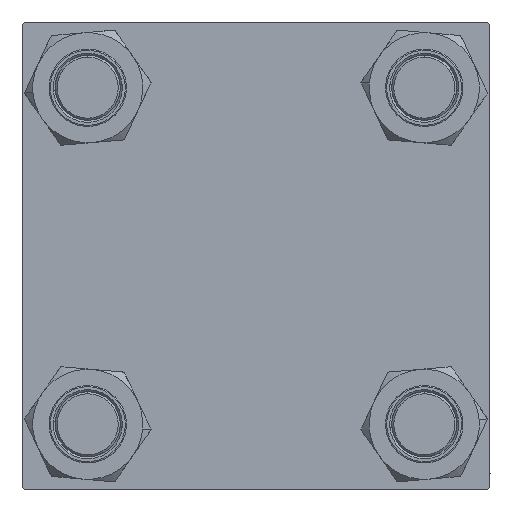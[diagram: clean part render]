
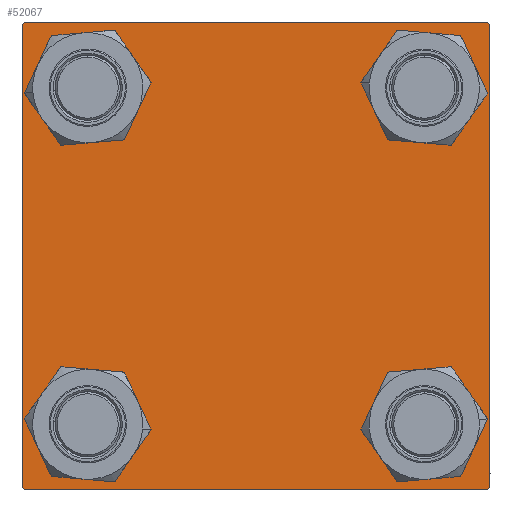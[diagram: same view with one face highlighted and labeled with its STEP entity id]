
A CAD part, left-side view. The second image highlights one B-rep face of the part: STEP entity #52067.
In plain terms, the highlighted planar face has unit normal (-1, 0, 0).
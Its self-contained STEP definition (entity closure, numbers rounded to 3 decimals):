
#826 = LINE ( 'NONE', #14112, #5916 ) ;
#1219 = LINE ( 'NONE', #36466, #25103 ) ;
#1368 = DIRECTION ( 'NONE',  ( 0., 0., 1. ) ) ;
#1381 = DIRECTION ( 'NONE',  ( 0., 0., 1. ) ) ;
#1820 = VECTOR ( 'NONE', #37767, 1000. ) ;
#1866 = DIRECTION ( 'NONE',  ( 0., 0.707, 0.707 ) ) ;
#2535 = VERTEX_POINT ( 'NONE', #54711 ) ;
#3208 = DIRECTION ( 'NONE',  ( 1., 0., 0. ) ) ;
#4808 = EDGE_CURVE ( 'NONE', #42627, #36648, #9945, .T. ) ;
#5035 = DIRECTION ( 'NONE',  ( 0., -0.707, 0.707 ) ) ;
#5753 = DIRECTION ( 'NONE',  ( 0., 0., 1. ) ) ;
#5916 = VECTOR ( 'NONE', #17600, 1000. ) ;
#6496 = VECTOR ( 'NONE', #20103, 1000. ) ;
#6647 = EDGE_CURVE ( 'NONE', #50634, #42244, #54298, .T. ) ;
#6828 = AXIS2_PLACEMENT_3D ( 'NONE', #25800, #29273, #47486 ) ;
#6901 = CARTESIAN_POINT ( 'NONE',  ( 0., -41.35, 32.85 ) ) ;
#7330 = PLANE ( 'NONE',  #6828 ) ;
#8115 = CARTESIAN_POINT ( 'NONE',  ( 0., 57.5, 57. ) ) ;
#9261 = VERTEX_POINT ( 'NONE', #6901 ) ;
#9348 = EDGE_LOOP ( 'NONE', ( #20006, #42356 ) ) ;
#9872 = EDGE_CURVE ( 'NONE', #9261, #24117, #23964, .T. ) ;
#9945 = CIRCLE ( 'NONE', #47807, 8.5 ) ;
#10249 = CARTESIAN_POINT ( 'NONE',  ( 0., -57.25, 57.25 ) ) ;
#11045 = EDGE_CURVE ( 'NONE', #42445, #22166, #37210, .T. ) ;
#11660 = FACE_BOUND ( 'NONE', #9348, .T. ) ;
#12229 = FACE_BOUND ( 'NONE', #43127, .T. ) ;
#12285 = CARTESIAN_POINT ( 'NONE',  ( 0., 57.25, -57.25 ) ) ;
#13228 = CIRCLE ( 'NONE', #50107, 8.5 ) ;
#13358 = DIRECTION ( 'NONE',  ( 0., -1., 0. ) ) ;
#14112 = CARTESIAN_POINT ( 'NONE',  ( 0., 57.5, 57.5 ) ) ;
#14182 = EDGE_LOOP ( 'NONE', ( #20950, #40413 ) ) ;
#15377 = VERTEX_POINT ( 'NONE', #45429 ) ;
#15819 = VERTEX_POINT ( 'NONE', #24540 ) ;
#15976 = ORIENTED_EDGE ( 'NONE', *, *, #36275, .F. ) ;
#16333 = LINE ( 'NONE', #37716, #6496 ) ;
#16620 = LINE ( 'NONE', #12285, #51191 ) ;
#17600 = DIRECTION ( 'NONE',  ( 0., 0., -1. ) ) ;
#20006 = ORIENTED_EDGE ( 'NONE', *, *, #38045, .T. ) ;
#20103 = DIRECTION ( 'NONE',  ( 0., -1., 0. ) ) ;
#20610 = DIRECTION ( 'NONE',  ( 0., 0., 1. ) ) ;
#20802 = ORIENTED_EDGE ( 'NONE', *, *, #56814, .F. ) ;
#20897 = CARTESIAN_POINT ( 'NONE',  ( 0., -41.35, 41.35 ) ) ;
#20950 = ORIENTED_EDGE ( 'NONE', *, *, #47654, .T. ) ;
#21187 = FACE_BOUND ( 'NONE', #14182, .T. ) ;
#21238 = DIRECTION ( 'NONE',  ( 0., 0., -1. ) ) ;
#22166 = VERTEX_POINT ( 'NONE', #8115 ) ;
#23097 = VERTEX_POINT ( 'NONE', #46494 ) ;
#23356 = EDGE_CURVE ( 'NONE', #2535, #15377, #1219, .T. ) ;
#23550 = CARTESIAN_POINT ( 'NONE',  ( 0., 41.35, -32.85 ) ) ;
#23665 = DIRECTION ( 'NONE',  ( 1., 0., 0. ) ) ;
#23940 = CARTESIAN_POINT ( 'NONE',  ( 0., 41.35, 41.35 ) ) ;
#23964 = CIRCLE ( 'NONE', #41497, 8.5 ) ;
#24117 = VERTEX_POINT ( 'NONE', #25806 ) ;
#24154 = CARTESIAN_POINT ( 'NONE',  ( 0., -41.35, -49.85 ) ) ;
#24540 = CARTESIAN_POINT ( 'NONE',  ( 0., 57.5, -57. ) ) ;
#25000 = EDGE_CURVE ( 'NONE', #32169, #45249, #13228, .T. ) ;
#25103 = VECTOR ( 'NONE', #13358, 1000. ) ;
#25633 = CARTESIAN_POINT ( 'NONE',  ( 0., -57.5, 57. ) ) ;
#25800 = CARTESIAN_POINT ( 'NONE',  ( 0., 0., 0. ) ) ;
#25806 = CARTESIAN_POINT ( 'NONE',  ( 0., -41.35, 49.85 ) ) ;
#25871 = EDGE_LOOP ( 'NONE', ( #30054, #47168 ) ) ;
#26053 = CARTESIAN_POINT ( 'NONE',  ( 0., 41.35, 49.85 ) ) ;
#26314 = ORIENTED_EDGE ( 'NONE', *, *, #56968, .T. ) ;
#27260 = LINE ( 'NONE', #36229, #43888 ) ;
#27728 = CARTESIAN_POINT ( 'NONE',  ( 0., -41.35, -41.35 ) ) ;
#27986 = CARTESIAN_POINT ( 'NONE',  ( 0., 41.35, 32.85 ) ) ;
#28122 = CARTESIAN_POINT ( 'NONE',  ( 0., 57., 57.5 ) ) ;
#28232 = CARTESIAN_POINT ( 'NONE',  ( 0., -41.35, 41.35 ) ) ;
#28667 = CIRCLE ( 'NONE', #29576, 8.5 ) ;
#29273 = DIRECTION ( 'NONE',  ( -1., 0., 0. ) ) ;
#29576 = AXIS2_PLACEMENT_3D ( 'NONE', #23940, #23665, #5753 ) ;
#29843 = FACE_OUTER_BOUND ( 'NONE', #47367, .T. ) ;
#30054 = ORIENTED_EDGE ( 'NONE', *, *, #47756, .T. ) ;
#30208 = CARTESIAN_POINT ( 'NONE',  ( 0., 41.35, -41.35 ) ) ;
#30321 = VERTEX_POINT ( 'NONE', #25633 ) ;
#30853 = DIRECTION ( 'NONE',  ( 0., 0., 1. ) ) ;
#31986 = CARTESIAN_POINT ( 'NONE',  ( 0., 41.35, 41.35 ) ) ;
#32169 = VERTEX_POINT ( 'NONE', #33457 ) ;
#33457 = CARTESIAN_POINT ( 'NONE',  ( 0., 41.35, -49.85 ) ) ;
#33497 = ORIENTED_EDGE ( 'NONE', *, *, #23356, .T. ) ;
#33603 = EDGE_CURVE ( 'NONE', #30321, #23097, #49830, .T. ) ;
#33715 = CARTESIAN_POINT ( 'NONE',  ( 0., 57.25, 57.25 ) ) ;
#34079 = VECTOR ( 'NONE', #1866, 1000. ) ;
#34229 = LINE ( 'NONE', #42908, #35551 ) ;
#34468 = FACE_BOUND ( 'NONE', #25871, .T. ) ;
#35551 = VECTOR ( 'NONE', #21238, 1000. ) ;
#36229 = CARTESIAN_POINT ( 'NONE',  ( 0., -57.25, -57.25 ) ) ;
#36275 = EDGE_CURVE ( 'NONE', #42445, #23097, #16333, .T. ) ;
#36327 = DIRECTION ( 'NONE',  ( 1., 0., 0. ) ) ;
#36466 = CARTESIAN_POINT ( 'NONE',  ( 0., 57.5, -57.5 ) ) ;
#36648 = VERTEX_POINT ( 'NONE', #26053 ) ;
#37210 = LINE ( 'NONE', #33715, #1820 ) ;
#37263 = CIRCLE ( 'NONE', #52043, 8.5 ) ;
#37716 = CARTESIAN_POINT ( 'NONE',  ( 0., 57.5, 57.5 ) ) ;
#37767 = DIRECTION ( 'NONE',  ( 0., 0.707, -0.707 ) ) ;
#38045 = EDGE_CURVE ( 'NONE', #36648, #42627, #28667, .T. ) ;
#38449 = DIRECTION ( 'NONE',  ( 0., 0., 1. ) ) ;
#38518 = DIRECTION ( 'NONE',  ( 1., 0., 0. ) ) ;
#38695 = ORIENTED_EDGE ( 'NONE', *, *, #11045, .T. ) ;
#38880 = EDGE_CURVE ( 'NONE', #42244, #50634, #42532, .T. ) ;
#39024 = CARTESIAN_POINT ( 'NONE',  ( 0., -41.35, -41.35 ) ) ;
#39117 = AXIS2_PLACEMENT_3D ( 'NONE', #28232, #45860, #1381 ) ;
#39138 = ORIENTED_EDGE ( 'NONE', *, *, #6647, .T. ) ;
#39860 = ORIENTED_EDGE ( 'NONE', *, *, #38880, .T. ) ;
#40413 = ORIENTED_EDGE ( 'NONE', *, *, #25000, .T. ) ;
#40733 = AXIS2_PLACEMENT_3D ( 'NONE', #39024, #3208, #38449 ) ;
#41497 = AXIS2_PLACEMENT_3D ( 'NONE', #20897, #38518, #20610 ) ;
#42244 = VERTEX_POINT ( 'NONE', #48664 ) ;
#42356 = ORIENTED_EDGE ( 'NONE', *, *, #4808, .T. ) ;
#42445 = VERTEX_POINT ( 'NONE', #28122 ) ;
#42532 = CIRCLE ( 'NONE', #40733, 8.5 ) ;
#42627 = VERTEX_POINT ( 'NONE', #27986 ) ;
#42908 = CARTESIAN_POINT ( 'NONE',  ( 0., -57.5, 57.5 ) ) ;
#43127 = EDGE_LOOP ( 'NONE', ( #39860, #39138 ) ) ;
#43581 = CARTESIAN_POINT ( 'NONE',  ( 0., 41.35, -41.35 ) ) ;
#43888 = VECTOR ( 'NONE', #5035, 1000. ) ;
#45249 = VERTEX_POINT ( 'NONE', #23550 ) ;
#45429 = CARTESIAN_POINT ( 'NONE',  ( 0., -57., -57.5 ) ) ;
#45860 = DIRECTION ( 'NONE',  ( 1., 0., 0. ) ) ;
#46494 = CARTESIAN_POINT ( 'NONE',  ( 0., -57., 57.5 ) ) ;
#46938 = ORIENTED_EDGE ( 'NONE', *, *, #53506, .T. ) ;
#47168 = ORIENTED_EDGE ( 'NONE', *, *, #9872, .T. ) ;
#47367 = EDGE_LOOP ( 'NONE', ( #46938, #50280, #33497, #26314, #20802, #47799, #15976, #38695 ) ) ;
#47486 = DIRECTION ( 'NONE',  ( 0., 0., 1. ) ) ;
#47654 = EDGE_CURVE ( 'NONE', #45249, #32169, #37263, .T. ) ;
#47756 = EDGE_CURVE ( 'NONE', #24117, #9261, #50180, .T. ) ;
#47799 = ORIENTED_EDGE ( 'NONE', *, *, #33603, .T. ) ;
#47807 = AXIS2_PLACEMENT_3D ( 'NONE', #31986, #36327, #1368 ) ;
#47850 = DIRECTION ( 'NONE',  ( 0., 0., 1. ) ) ;
#48497 = DIRECTION ( 'NONE',  ( 1., 0., 0. ) ) ;
#48664 = CARTESIAN_POINT ( 'NONE',  ( 0., -41.35, -32.85 ) ) ;
#48760 = AXIS2_PLACEMENT_3D ( 'NONE', #27728, #49409, #53184 ) ;
#49409 = DIRECTION ( 'NONE',  ( 1., 0., 0. ) ) ;
#49830 = LINE ( 'NONE', #10249, #34079 ) ;
#50107 = AXIS2_PLACEMENT_3D ( 'NONE', #30208, #55667, #47850 ) ;
#50180 = CIRCLE ( 'NONE', #39117, 8.5 ) ;
#50280 = ORIENTED_EDGE ( 'NONE', *, *, #54874, .T. ) ;
#50634 = VERTEX_POINT ( 'NONE', #24154 ) ;
#51191 = VECTOR ( 'NONE', #57074, 1000. ) ;
#52043 = AXIS2_PLACEMENT_3D ( 'NONE', #43581, #48497, #30853 ) ;
#52067 = ADVANCED_FACE ( 'NONE', ( #34468, #12229, #21187, #11660, #29843 ), #7330, .T. ) ;
#52446 = VERTEX_POINT ( 'NONE', #54631 ) ;
#53184 = DIRECTION ( 'NONE',  ( 0., 0., 1. ) ) ;
#53506 = EDGE_CURVE ( 'NONE', #22166, #15819, #826, .T. ) ;
#54298 = CIRCLE ( 'NONE', #48760, 8.5 ) ;
#54631 = CARTESIAN_POINT ( 'NONE',  ( 0., -57.5, -57. ) ) ;
#54711 = CARTESIAN_POINT ( 'NONE',  ( 0., 57., -57.5 ) ) ;
#54874 = EDGE_CURVE ( 'NONE', #15819, #2535, #16620, .T. ) ;
#55667 = DIRECTION ( 'NONE',  ( 1., 0., 0. ) ) ;
#56814 = EDGE_CURVE ( 'NONE', #30321, #52446, #34229, .T. ) ;
#56968 = EDGE_CURVE ( 'NONE', #15377, #52446, #27260, .T. ) ;
#57074 = DIRECTION ( 'NONE',  ( 0., -0.707, -0.707 ) ) ;
